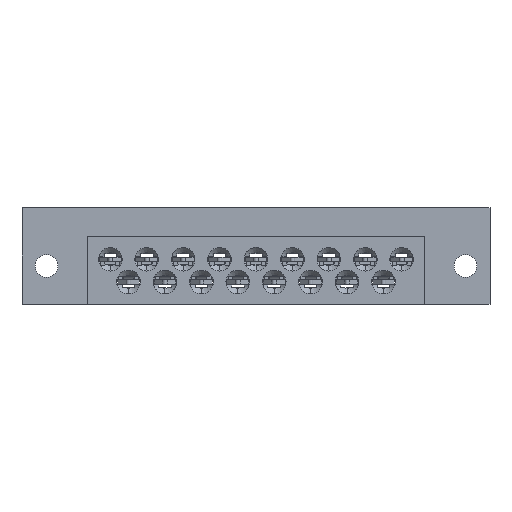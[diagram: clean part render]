
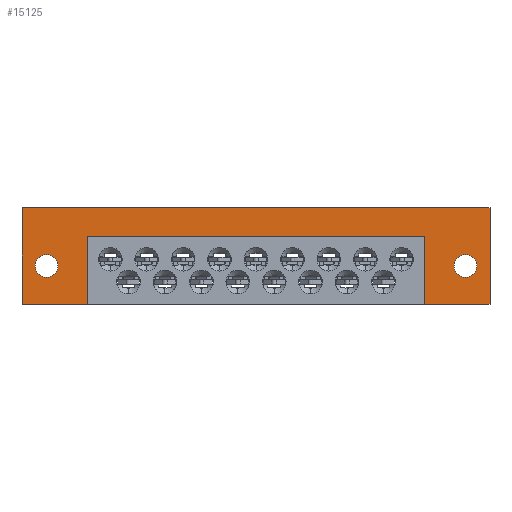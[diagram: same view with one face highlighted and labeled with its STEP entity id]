
A CAD part, front view. The second image highlights one B-rep face of the part: STEP entity #15125.
In plain terms, the highlighted planar face has unit normal (0, -1, 0).
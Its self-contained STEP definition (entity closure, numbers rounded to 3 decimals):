
#97 = DIRECTION ( 'NONE',  ( 0., 0., -1. ) ) ;
#337 = LINE ( 'NONE', #8645, #22886 ) ;
#463 = EDGE_CURVE ( 'NONE', #16738, #1025, #337, .T. ) ;
#1025 = VERTEX_POINT ( 'NONE', #18137 ) ;
#1107 = VERTEX_POINT ( 'NONE', #14788 ) ;
#1182 = LINE ( 'NONE', #6441, #6124 ) ;
#1446 = ORIENTED_EDGE ( 'NONE', *, *, #10200, .T. ) ;
#1457 = VERTEX_POINT ( 'NONE', #13839 ) ;
#1588 = LINE ( 'NONE', #3655, #19441 ) ;
#1647 = PLANE ( 'NONE',  #22494 ) ;
#1663 = ORIENTED_EDGE ( 'NONE', *, *, #23858, .T. ) ;
#1716 = EDGE_CURVE ( 'NONE', #18821, #4552, #19014, .T. ) ;
#1720 = LINE ( 'NONE', #10289, #13095 ) ;
#1792 = DIRECTION ( 'NONE',  ( 0., 0., 1. ) ) ;
#2361 = FACE_OUTER_BOUND ( 'NONE', #16355, .T. ) ;
#2407 = VECTOR ( 'NONE', #20038, 1000. ) ;
#2443 = ORIENTED_EDGE ( 'NONE', *, *, #14047, .T. ) ;
#2668 = DIRECTION ( 'NONE',  ( -1., 0., 0. ) ) ;
#2978 = CARTESIAN_POINT ( 'NONE',  ( 65.278, 0., -3.962 ) ) ;
#3062 = VECTOR ( 'NONE', #8576, 1000. ) ;
#3515 = CARTESIAN_POINT ( 'NONE',  ( 65.278, 0., 0. ) ) ;
#3655 = CARTESIAN_POINT ( 'NONE',  ( 9.144, 0., -13.488 ) ) ;
#3803 = AXIS2_PLACEMENT_3D ( 'NONE', #19450, #14012, #8022 ) ;
#3836 = VERTEX_POINT ( 'NONE', #20121 ) ;
#4432 = VERTEX_POINT ( 'NONE', #12733 ) ;
#4515 = EDGE_LOOP ( 'NONE', ( #6883, #18650 ) ) ;
#4552 = VERTEX_POINT ( 'NONE', #12895 ) ;
#4601 = EDGE_CURVE ( 'NONE', #1457, #22429, #20874, .T. ) ;
#4961 = AXIS2_PLACEMENT_3D ( 'NONE', #19842, #10410, #21882 ) ;
#5219 = EDGE_CURVE ( 'NONE', #1107, #3836, #17802, .T. ) ;
#5404 = DIRECTION ( 'NONE',  ( 0., 1., 0. ) ) ;
#5623 = EDGE_CURVE ( 'NONE', #13094, #1025, #1182, .T. ) ;
#5786 = DIRECTION ( 'NONE',  ( -1., 0., 0. ) ) ;
#6124 = VECTOR ( 'NONE', #17817, 1000. ) ;
#6215 = CIRCLE ( 'NONE', #15063, 1.588 ) ;
#6441 = CARTESIAN_POINT ( 'NONE',  ( 65.278, 0., -13.487 ) ) ;
#6475 = LINE ( 'NONE', #19954, #2407 ) ;
#6867 = EDGE_CURVE ( 'NONE', #21076, #11780, #1720, .T. ) ;
#6883 = ORIENTED_EDGE ( 'NONE', *, *, #19197, .T. ) ;
#7505 = CARTESIAN_POINT ( 'NONE',  ( 56.134, 0., -13.487 ) ) ;
#8022 = DIRECTION ( 'NONE',  ( -1., 0., 0. ) ) ;
#8555 = ORIENTED_EDGE ( 'NONE', *, *, #9199, .F. ) ;
#8576 = DIRECTION ( 'NONE',  ( 0., 0., 1. ) ) ;
#8645 = CARTESIAN_POINT ( 'NONE',  ( 65.278, 0., 0. ) ) ;
#9108 = ORIENTED_EDGE ( 'NONE', *, *, #6867, .T. ) ;
#9199 = EDGE_CURVE ( 'NONE', #13094, #18821, #15910, .T. ) ;
#9460 = ORIENTED_EDGE ( 'NONE', *, *, #4601, .T. ) ;
#10070 = CIRCLE ( 'NONE', #3803, 1.587 ) ;
#10200 = EDGE_CURVE ( 'NONE', #22429, #1457, #6215, .T. ) ;
#10289 = CARTESIAN_POINT ( 'NONE',  ( 0., 0., -13.487 ) ) ;
#10410 = DIRECTION ( 'NONE',  ( 0., 1., 0. ) ) ;
#10720 = DIRECTION ( 'NONE',  ( 1., 0., 0. ) ) ;
#11138 = CARTESIAN_POINT ( 'NONE',  ( 56.134, 0., -3.962 ) ) ;
#11340 = CARTESIAN_POINT ( 'NONE',  ( 65.278, 0., 0. ) ) ;
#11518 = CARTESIAN_POINT ( 'NONE',  ( 3.429, 0., -8.128 ) ) ;
#11780 = VERTEX_POINT ( 'NONE', #20359 ) ;
#12677 = EDGE_CURVE ( 'NONE', #11780, #4552, #1588, .T. ) ;
#12733 = CARTESIAN_POINT ( 'NONE',  ( 0., 0., 0. ) ) ;
#12847 = VECTOR ( 'NONE', #21560, 1000. ) ;
#12895 = CARTESIAN_POINT ( 'NONE',  ( 9.144, 0., -3.962 ) ) ;
#13094 = VERTEX_POINT ( 'NONE', #7505 ) ;
#13095 = VECTOR ( 'NONE', #10720, 1000. ) ;
#13574 = ORIENTED_EDGE ( 'NONE', *, *, #5623, .T. ) ;
#13690 = CARTESIAN_POINT ( 'NONE',  ( 65.278, 0., 0. ) ) ;
#13784 = CARTESIAN_POINT ( 'NONE',  ( 3.429, 0., -8.128 ) ) ;
#13839 = CARTESIAN_POINT ( 'NONE',  ( 3.429, 0., -9.716 ) ) ;
#14012 = DIRECTION ( 'NONE',  ( 0., 1., 0. ) ) ;
#14047 = EDGE_CURVE ( 'NONE', #4432, #21076, #6475, .T. ) ;
#14340 = AXIS2_PLACEMENT_3D ( 'NONE', #11518, #18888, #5786 ) ;
#14788 = CARTESIAN_POINT ( 'NONE',  ( 61.849, 0., -9.715 ) ) ;
#15063 = AXIS2_PLACEMENT_3D ( 'NONE', #13784, #23251, #15832 ) ;
#15125 = ADVANCED_FACE ( 'NONE', ( #2361, #17536, #18133 ), #1647, .F. ) ;
#15614 = LINE ( 'NONE', #13690, #19140 ) ;
#15832 = DIRECTION ( 'NONE',  ( -1., 0., 0. ) ) ;
#15910 = LINE ( 'NONE', #23545, #3062 ) ;
#16286 = ORIENTED_EDGE ( 'NONE', *, *, #12677, .T. ) ;
#16355 = EDGE_LOOP ( 'NONE', ( #2443, #9108, #16286, #17110, #8555, #13574, #23587, #1663 ) ) ;
#16738 = VERTEX_POINT ( 'NONE', #11340 ) ;
#17110 = ORIENTED_EDGE ( 'NONE', *, *, #1716, .F. ) ;
#17536 = FACE_BOUND ( 'NONE', #17576, .T. ) ;
#17576 = EDGE_LOOP ( 'NONE', ( #1446, #9460 ) ) ;
#17802 = CIRCLE ( 'NONE', #4961, 1.587 ) ;
#17817 = DIRECTION ( 'NONE',  ( 1., 0., 0. ) ) ;
#18118 = CARTESIAN_POINT ( 'NONE',  ( 3.429, 0., -6.541 ) ) ;
#18133 = FACE_BOUND ( 'NONE', #4515, .T. ) ;
#18137 = CARTESIAN_POINT ( 'NONE',  ( 65.278, 0., -13.487 ) ) ;
#18475 = DIRECTION ( 'NONE',  ( 0., 0., 1. ) ) ;
#18650 = ORIENTED_EDGE ( 'NONE', *, *, #5219, .T. ) ;
#18821 = VERTEX_POINT ( 'NONE', #11138 ) ;
#18888 = DIRECTION ( 'NONE',  ( 0., 1., 0. ) ) ;
#19014 = LINE ( 'NONE', #2978, #12847 ) ;
#19140 = VECTOR ( 'NONE', #2668, 1000. ) ;
#19197 = EDGE_CURVE ( 'NONE', #3836, #1107, #10070, .T. ) ;
#19441 = VECTOR ( 'NONE', #1792, 1000. ) ;
#19450 = CARTESIAN_POINT ( 'NONE',  ( 61.849, 0., -8.128 ) ) ;
#19842 = CARTESIAN_POINT ( 'NONE',  ( 61.849, 0., -8.128 ) ) ;
#19954 = CARTESIAN_POINT ( 'NONE',  ( 0., 0., 0. ) ) ;
#20038 = DIRECTION ( 'NONE',  ( 0., 0., -1. ) ) ;
#20121 = CARTESIAN_POINT ( 'NONE',  ( 61.849, 0., -6.541 ) ) ;
#20359 = CARTESIAN_POINT ( 'NONE',  ( 9.144, 0., -13.487 ) ) ;
#20874 = CIRCLE ( 'NONE', #14340, 1.588 ) ;
#21076 = VERTEX_POINT ( 'NONE', #23123 ) ;
#21560 = DIRECTION ( 'NONE',  ( -1., 0., 0. ) ) ;
#21882 = DIRECTION ( 'NONE',  ( -1., 0., 0. ) ) ;
#22429 = VERTEX_POINT ( 'NONE', #18118 ) ;
#22494 = AXIS2_PLACEMENT_3D ( 'NONE', #3515, #5404, #18475 ) ;
#22886 = VECTOR ( 'NONE', #97, 1000. ) ;
#23123 = CARTESIAN_POINT ( 'NONE',  ( 0., 0., -13.487 ) ) ;
#23251 = DIRECTION ( 'NONE',  ( 0., 1., 0. ) ) ;
#23545 = CARTESIAN_POINT ( 'NONE',  ( 56.134, 0., -13.488 ) ) ;
#23587 = ORIENTED_EDGE ( 'NONE', *, *, #463, .F. ) ;
#23858 = EDGE_CURVE ( 'NONE', #16738, #4432, #15614, .T. ) ;
